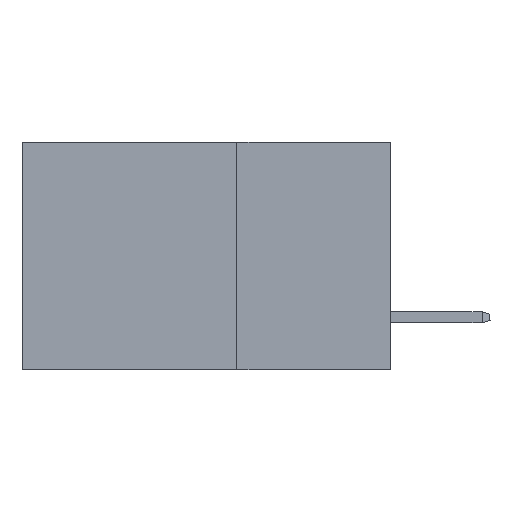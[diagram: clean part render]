
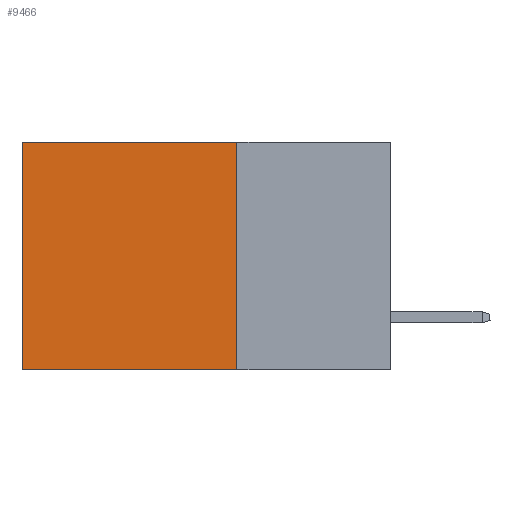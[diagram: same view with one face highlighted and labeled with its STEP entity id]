
A CAD part, left-side view. The second image highlights one B-rep face of the part: STEP entity #9466.
In plain terms, the highlighted planar face has unit normal (-1, 0, 0).
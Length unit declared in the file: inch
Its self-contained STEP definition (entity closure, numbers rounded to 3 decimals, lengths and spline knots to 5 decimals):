
#30 = LINE ( 'NONE', #1631, #30179 ) ;
#1320 = CARTESIAN_POINT ( 'NONE',  ( 0.2875, 0.25, -0.37 ) ) ;
#1631 = CARTESIAN_POINT ( 'NONE',  ( 0.2875, 0.6, 0. ) ) ;
#6855 = DIRECTION ( 'NONE',  ( 0., 0., -1. ) ) ;
#6869 = VERTEX_POINT ( 'NONE', #31931 ) ;
#8056 = EDGE_CURVE ( 'NONE', #9035, #28812, #23267, .T. ) ;
#8059 = VECTOR ( 'NONE', #31075, 39.37008 ) ;
#8145 = CARTESIAN_POINT ( 'NONE',  ( 0.2875, 0.25, 0. ) ) ;
#9035 = VERTEX_POINT ( 'NONE', #1320 ) ;
#9466 = ADVANCED_FACE ( 'NONE', ( #37370 ), #25634, .F. ) ;
#10652 = ORIENTED_EDGE ( 'NONE', *, *, #8056, .F. ) ;
#11037 = DIRECTION ( 'NONE',  ( 1., 0., 0. ) ) ;
#11535 = CARTESIAN_POINT ( 'NONE',  ( 0.2875, 0.25, -0.37 ) ) ;
#12125 = LINE ( 'NONE', #22500, #8059 ) ;
#13875 = EDGE_CURVE ( 'NONE', #6869, #28812, #30, .T. ) ;
#15100 = LINE ( 'NONE', #27477, #17853 ) ;
#16431 = EDGE_CURVE ( 'NONE', #36573, #9035, #12125, .T. ) ;
#16885 = DIRECTION ( 'NONE',  ( 0., 1., 0. ) ) ;
#17541 = CARTESIAN_POINT ( 'NONE',  ( 0.2875, 0.25, 0. ) ) ;
#17853 = VECTOR ( 'NONE', #27222, 39.37008 ) ;
#22500 = CARTESIAN_POINT ( 'NONE',  ( 0.2875, 0.25, 0. ) ) ;
#22581 = AXIS2_PLACEMENT_3D ( 'NONE', #8145, #11037, #31504 ) ;
#23267 = LINE ( 'NONE', #11535, #33333 ) ;
#25634 = PLANE ( 'NONE',  #22581 ) ;
#25944 = EDGE_CURVE ( 'NONE', #36573, #6869, #15100, .T. ) ;
#27222 = DIRECTION ( 'NONE',  ( 0., 1., 0. ) ) ;
#27437 = ORIENTED_EDGE ( 'NONE', *, *, #16431, .F. ) ;
#27477 = CARTESIAN_POINT ( 'NONE',  ( 0.2875, 0.25, 0. ) ) ;
#27577 = EDGE_LOOP ( 'NONE', ( #29273, #10652, #27437, #31063 ) ) ;
#28812 = VERTEX_POINT ( 'NONE', #35202 ) ;
#29273 = ORIENTED_EDGE ( 'NONE', *, *, #13875, .T. ) ;
#30179 = VECTOR ( 'NONE', #6855, 39.37008 ) ;
#31063 = ORIENTED_EDGE ( 'NONE', *, *, #25944, .T. ) ;
#31075 = DIRECTION ( 'NONE',  ( 0., 0., -1. ) ) ;
#31504 = DIRECTION ( 'NONE',  ( 0., 0., -1. ) ) ;
#31931 = CARTESIAN_POINT ( 'NONE',  ( 0.2875, 0.6, 0. ) ) ;
#33333 = VECTOR ( 'NONE', #16885, 39.37008 ) ;
#35202 = CARTESIAN_POINT ( 'NONE',  ( 0.2875, 0.6, -0.37 ) ) ;
#36573 = VERTEX_POINT ( 'NONE', #17541 ) ;
#37370 = FACE_OUTER_BOUND ( 'NONE', #27577, .T. ) ;
